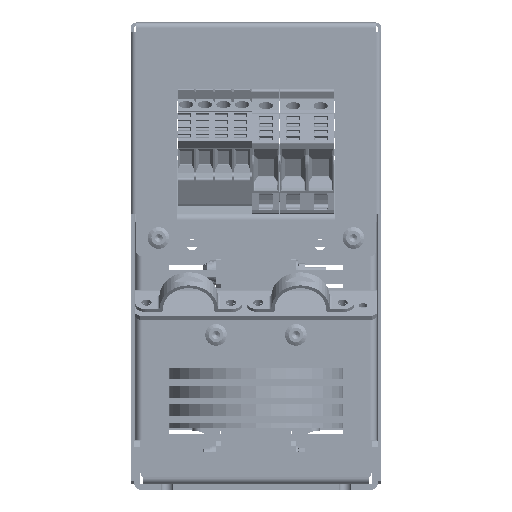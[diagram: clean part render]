
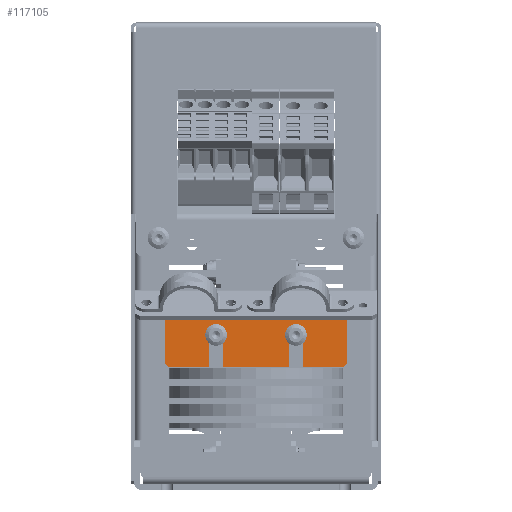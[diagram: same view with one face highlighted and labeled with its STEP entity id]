
A CAD part, left-side view. The second image highlights one B-rep face of the part: STEP entity #117105.
In plain terms, the highlighted face is planar.
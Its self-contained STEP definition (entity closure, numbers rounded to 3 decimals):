
#3371 = CARTESIAN_POINT ( 'NONE',  ( -40., 0., -34. ) ) ;
#4889 = EDGE_CURVE ( 'NONE', #12004, #115219, #117133, .T. ) ;
#5818 = DIRECTION ( 'NONE',  ( 0.707, 0.707, 0. ) ) ;
#6294 = VECTOR ( 'NONE', #24545, 1000. ) ;
#7514 = LINE ( 'NONE', #16503, #66336 ) ;
#7705 = VERTEX_POINT ( 'NONE', #8610 ) ;
#8284 = VECTOR ( 'NONE', #31284, 1000. ) ;
#8610 = CARTESIAN_POINT ( 'NONE',  ( -40., -32., -34. ) ) ;
#10500 = CARTESIAN_POINT ( 'NONE',  ( -14.5, -19.7, -34. ) ) ;
#12004 = VERTEX_POINT ( 'NONE', #64897 ) ;
#12015 = CARTESIAN_POINT ( 'NONE',  ( -38., -34., -34. ) ) ;
#12236 = ORIENTED_EDGE ( 'NONE', *, *, #114729, .T. ) ;
#12684 = CARTESIAN_POINT ( 'NONE',  ( -17.5, -19.7, -34. ) ) ;
#13038 = VERTEX_POINT ( 'NONE', #48848 ) ;
#13040 = CARTESIAN_POINT ( 'NONE',  ( 40., -32., -34. ) ) ;
#14280 = VERTEX_POINT ( 'NONE', #10500 ) ;
#16442 = CARTESIAN_POINT ( 'NONE',  ( 14.5, -43.7, -34. ) ) ;
#16503 = CARTESIAN_POINT ( 'NONE',  ( -53., -34., -34. ) ) ;
#17072 = DIRECTION ( 'NONE',  ( 0., 1., 0. ) ) ;
#17443 = ORIENTED_EDGE ( 'NONE', *, *, #43439, .F. ) ;
#18139 = DIRECTION ( 'NONE',  ( -1., 0., 0. ) ) ;
#19079 = ORIENTED_EDGE ( 'NONE', *, *, #70905, .T. ) ;
#20779 = CARTESIAN_POINT ( 'NONE',  ( -14.5, -34., -34. ) ) ;
#20936 = EDGE_CURVE ( 'NONE', #46775, #23311, #95690, .T. ) ;
#22035 = CARTESIAN_POINT ( 'NONE',  ( -14.5, 0., -34. ) ) ;
#23311 = VERTEX_POINT ( 'NONE', #28669 ) ;
#24545 = DIRECTION ( 'NONE',  ( 0.707, -0.707, 0. ) ) ;
#25547 = DIRECTION ( 'NONE',  ( 0., 0., -1. ) ) ;
#27848 = LINE ( 'NONE', #45023, #80853 ) ;
#28669 = CARTESIAN_POINT ( 'NONE',  ( 40., -3., -34. ) ) ;
#29228 = ORIENTED_EDGE ( 'NONE', *, *, #46913, .T. ) ;
#29871 = LINE ( 'NONE', #71797, #6294 ) ;
#30496 = VECTOR ( 'NONE', #57614, 1000. ) ;
#31284 = DIRECTION ( 'NONE',  ( 0., 1., 0. ) ) ;
#31748 = CIRCLE ( 'NONE', #45288, 3. ) ;
#32352 = DIRECTION ( 'NONE',  ( 0., 1., 0. ) ) ;
#32452 = VECTOR ( 'NONE', #41745, 1000. ) ;
#34201 = CARTESIAN_POINT ( 'NONE',  ( 17.5, -19.7, -34. ) ) ;
#34630 = DIRECTION ( 'NONE',  ( 0., 1., 0. ) ) ;
#36132 = AXIS2_PLACEMENT_3D ( 'NONE', #34201, #90919, #34630 ) ;
#36884 = VERTEX_POINT ( 'NONE', #66223 ) ;
#37665 = LINE ( 'NONE', #22035, #58229 ) ;
#37675 = ORIENTED_EDGE ( 'NONE', *, *, #77663, .F. ) ;
#39715 = ORIENTED_EDGE ( 'NONE', *, *, #66753, .T. ) ;
#41105 = DIRECTION ( 'NONE',  ( -1., 0., 0. ) ) ;
#41218 = ORIENTED_EDGE ( 'NONE', *, *, #56658, .F. ) ;
#41745 = DIRECTION ( 'NONE',  ( 1., 0., 0. ) ) ;
#43439 = EDGE_CURVE ( 'NONE', #98785, #89058, #7514, .T. ) ;
#45023 = CARTESIAN_POINT ( 'NONE',  ( -20.5, 0., -34. ) ) ;
#45121 = VERTEX_POINT ( 'NONE', #65069 ) ;
#45288 = AXIS2_PLACEMENT_3D ( 'NONE', #12684, #69341, #32352 ) ;
#46214 = CIRCLE ( 'NONE', #36132, 3. ) ;
#46775 = VERTEX_POINT ( 'NONE', #81916 ) ;
#46913 = EDGE_CURVE ( 'NONE', #119476, #100405, #118445, .T. ) ;
#48509 = VECTOR ( 'NONE', #104144, 1000. ) ;
#48848 = CARTESIAN_POINT ( 'NONE',  ( 17.5, -16.7, -34. ) ) ;
#49377 = DIRECTION ( 'NONE',  ( 0., -1., 0. ) ) ;
#50521 = VERTEX_POINT ( 'NONE', #57976 ) ;
#50617 = VERTEX_POINT ( 'NONE', #79631 ) ;
#54995 = CIRCLE ( 'NONE', #87822, 3. ) ;
#55300 = DIRECTION ( 'NONE',  ( 0., -1., 0. ) ) ;
#55559 = CARTESIAN_POINT ( 'NONE',  ( 20.5, -19.7, -34. ) ) ;
#56139 = VECTOR ( 'NONE', #92484, 1000. ) ;
#56335 = EDGE_CURVE ( 'NONE', #50617, #98785, #27848, .T. ) ;
#56658 = EDGE_CURVE ( 'NONE', #119476, #12004, #101453, .T. ) ;
#57614 = DIRECTION ( 'NONE',  ( -1., 0., 0. ) ) ;
#57976 = CARTESIAN_POINT ( 'NONE',  ( 14.5, -34., -34. ) ) ;
#58229 = VECTOR ( 'NONE', #78775, 1000. ) ;
#58254 = ORIENTED_EDGE ( 'NONE', *, *, #60642, .T. ) ;
#58766 = EDGE_CURVE ( 'NONE', #7705, #46775, #70009, .T. ) ;
#60642 = EDGE_CURVE ( 'NONE', #7705, #89058, #29871, .T. ) ;
#63904 = DIRECTION ( 'NONE',  ( 0., 0., -1. ) ) ;
#64897 = CARTESIAN_POINT ( 'NONE',  ( 20.5, -34., -34. ) ) ;
#65032 = EDGE_CURVE ( 'NONE', #36884, #14280, #31748, .T. ) ;
#65069 = CARTESIAN_POINT ( 'NONE',  ( 14.5, -19.7, -34. ) ) ;
#66223 = CARTESIAN_POINT ( 'NONE',  ( -17.5, -16.7, -34. ) ) ;
#66336 = VECTOR ( 'NONE', #18139, 1000. ) ;
#66423 = LINE ( 'NONE', #16442, #56139 ) ;
#66753 = EDGE_CURVE ( 'NONE', #50521, #45121, #66423, .T. ) ;
#69341 = DIRECTION ( 'NONE',  ( 0., 0., -1. ) ) ;
#70009 = LINE ( 'NONE', #3371, #8284 ) ;
#70905 = EDGE_CURVE ( 'NONE', #13038, #115219, #75668, .T. ) ;
#71761 = AXIS2_PLACEMENT_3D ( 'NONE', #116703, #105652, #49377 ) ;
#71797 = CARTESIAN_POINT ( 'NONE',  ( -36., -36., -34. ) ) ;
#73552 = LINE ( 'NONE', #104550, #48509 ) ;
#74014 = ORIENTED_EDGE ( 'NONE', *, *, #56335, .F. ) ;
#74110 = CARTESIAN_POINT ( 'NONE',  ( 38., -34., -34. ) ) ;
#74948 = VERTEX_POINT ( 'NONE', #20779 ) ;
#75668 = CIRCLE ( 'NONE', #90665, 3. ) ;
#76519 = VECTOR ( 'NONE', #41105, 1000. ) ;
#77663 = EDGE_CURVE ( 'NONE', #50521, #74948, #85021, .T. ) ;
#78775 = DIRECTION ( 'NONE',  ( 0., -1., 0. ) ) ;
#78905 = CARTESIAN_POINT ( 'NONE',  ( -20.5, -34., -34. ) ) ;
#79631 = CARTESIAN_POINT ( 'NONE',  ( -20.5, -19.7, -34. ) ) ;
#79722 = ORIENTED_EDGE ( 'NONE', *, *, #4889, .F. ) ;
#80853 = VECTOR ( 'NONE', #55300, 1000. ) ;
#81916 = CARTESIAN_POINT ( 'NONE',  ( -40., -3., -34. ) ) ;
#82651 = CARTESIAN_POINT ( 'NONE',  ( 20.5, -43.7, -34. ) ) ;
#84211 = FACE_OUTER_BOUND ( 'NONE', #92000, .T. ) ;
#84548 = ORIENTED_EDGE ( 'NONE', *, *, #65032, .T. ) ;
#85021 = LINE ( 'NONE', #114307, #30496 ) ;
#86071 = ORIENTED_EDGE ( 'NONE', *, *, #87647, .F. ) ;
#87647 = EDGE_CURVE ( 'NONE', #23311, #100405, #73552, .T. ) ;
#87822 = AXIS2_PLACEMENT_3D ( 'NONE', #109359, #25547, #120447 ) ;
#89058 = VERTEX_POINT ( 'NONE', #12015 ) ;
#90467 = CARTESIAN_POINT ( 'NONE',  ( 36., -36., -34. ) ) ;
#90665 = AXIS2_PLACEMENT_3D ( 'NONE', #108661, #63904, #17072 ) ;
#90919 = DIRECTION ( 'NONE',  ( 0., 0., -1. ) ) ;
#92000 = EDGE_LOOP ( 'NONE', ( #74014, #121217, #84548, #111939, #37675, #39715, #12236, #19079, #79722, #41218, #29228, #86071, #110238, #120330, #58254, #17443 ) ) ;
#92484 = DIRECTION ( 'NONE',  ( 0., 1., 0. ) ) ;
#93525 = VECTOR ( 'NONE', #5818, 1000. ) ;
#95690 = LINE ( 'NONE', #116548, #32452 ) ;
#97031 = PLANE ( 'NONE',  #71761 ) ;
#97421 = CARTESIAN_POINT ( 'NONE',  ( -53., -34., -34. ) ) ;
#98785 = VERTEX_POINT ( 'NONE', #78905 ) ;
#100405 = VERTEX_POINT ( 'NONE', #13040 ) ;
#101041 = EDGE_CURVE ( 'NONE', #50617, #36884, #54995, .T. ) ;
#101453 = LINE ( 'NONE', #97421, #76519 ) ;
#104144 = DIRECTION ( 'NONE',  ( 0., -1., 0. ) ) ;
#104550 = CARTESIAN_POINT ( 'NONE',  ( 40., 0., -34. ) ) ;
#105652 = DIRECTION ( 'NONE',  ( 0., 0., 1. ) ) ;
#108661 = CARTESIAN_POINT ( 'NONE',  ( 17.5, -19.7, -34. ) ) ;
#109359 = CARTESIAN_POINT ( 'NONE',  ( -17.5, -19.7, -34. ) ) ;
#110238 = ORIENTED_EDGE ( 'NONE', *, *, #20936, .F. ) ;
#110970 = DIRECTION ( 'NONE',  ( 0., 1., 0. ) ) ;
#111939 = ORIENTED_EDGE ( 'NONE', *, *, #114050, .T. ) ;
#114050 = EDGE_CURVE ( 'NONE', #14280, #74948, #37665, .T. ) ;
#114187 = VECTOR ( 'NONE', #110970, 1000. ) ;
#114307 = CARTESIAN_POINT ( 'NONE',  ( -53., -34., -34. ) ) ;
#114729 = EDGE_CURVE ( 'NONE', #45121, #13038, #46214, .T. ) ;
#115219 = VERTEX_POINT ( 'NONE', #55559 ) ;
#116548 = CARTESIAN_POINT ( 'NONE',  ( -53., -3., -34. ) ) ;
#116703 = CARTESIAN_POINT ( 'NONE',  ( 0., 0., -34. ) ) ;
#117105 = ADVANCED_FACE ( 'NONE', ( #84211 ), #97031, .T. ) ;
#117133 = LINE ( 'NONE', #82651, #114187 ) ;
#118445 = LINE ( 'NONE', #90467, #93525 ) ;
#119476 = VERTEX_POINT ( 'NONE', #74110 ) ;
#120330 = ORIENTED_EDGE ( 'NONE', *, *, #58766, .F. ) ;
#120447 = DIRECTION ( 'NONE',  ( 0., 1., 0. ) ) ;
#121217 = ORIENTED_EDGE ( 'NONE', *, *, #101041, .T. ) ;
